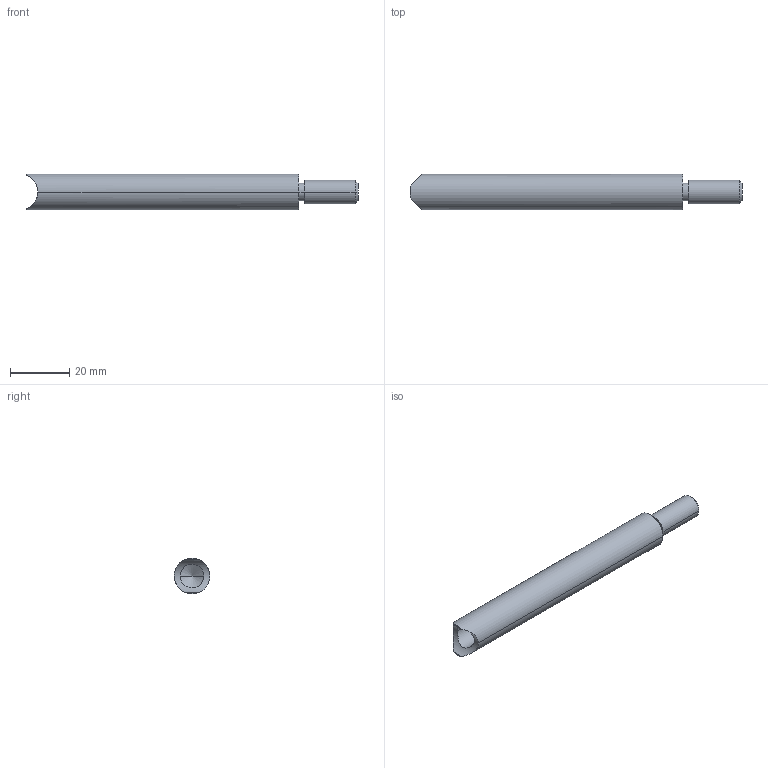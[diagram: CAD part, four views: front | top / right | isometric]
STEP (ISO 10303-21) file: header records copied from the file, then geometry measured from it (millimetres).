
FILE_DESCRIPTION (( 'STEP AP214' ), '1' );
FILE_NAME ('CYC-010.step', '2024-04-03T09:39:18', ( '' ), ( '' ), 'SwSTEP 2.0', 'SolidWorks 2024', '' );
FILE_SCHEMA (( 'AUTOMOTIVE_DESIGN' ));
Length unit declared in the file: millimetre
Products named in the file (1): CYC-010
Bounding box: 112 x 12 x 12 mm (x, y, z)
Volume: 7127.4 mm3; surface area: 6093.3 mm2
Topology: 1 solids, 1 shells, 18 faces, 38 edges, 23 vertices
Faces by surface type: cylinder 9, plane 5, cone 4
Entity records: 585 total; most frequent: CARTESIAN_POINT 162, DIRECTION 84, ORIENTED_EDGE 72, EDGE_CURVE 36, AXIS2_PLACEMENT_3D 35, VERTEX_POINT 23, EDGE_LOOP 21, FACE_OUTER_BOUND 18
